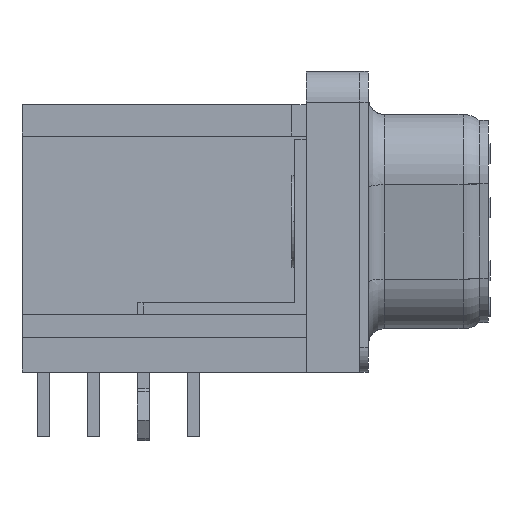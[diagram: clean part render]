
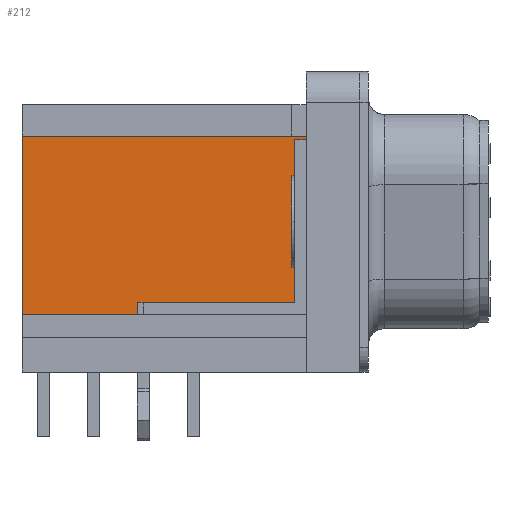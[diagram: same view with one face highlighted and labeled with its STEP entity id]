
A CAD part, left-side view. The second image highlights one B-rep face of the part: STEP entity #212.
In plain terms, the highlighted planar face has unit normal (-1, 0, 0).
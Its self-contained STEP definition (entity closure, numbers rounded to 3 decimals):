
#70=CARTESIAN_POINT('',(-27.47,-9.405,2.92));
#71=VERTEX_POINT('',#70);
#72=CARTESIAN_POINT('',(-27.47,5.055,2.92));
#73=VERTEX_POINT('',#72);
#74=CARTESIAN_POINT('',(-27.47,-9.405,2.92));
#75=DIRECTION('',(0.0,1.0,0.0));
#76=VECTOR('',#75,14.46);
#77=LINE('',#74,#76);
#78=EDGE_CURVE('',#71,#73,#77,.T.);
#110=CARTESIAN_POINT('',(-27.47,5.055,12.));
#111=VERTEX_POINT('',#110);
#112=CARTESIAN_POINT('',(-27.47,-9.405,12.));
#113=VERTEX_POINT('',#112);
#114=CARTESIAN_POINT('',(-27.47,5.055,12.));
#115=DIRECTION('',(0.0,-1.0,0.0));
#116=VECTOR('',#115,14.46);
#117=LINE('',#114,#116);
#118=EDGE_CURVE('',#111,#113,#117,.T.);
#157=CARTESIAN_POINT('',(-27.47,-9.405,2.92));
#158=DIRECTION('',(0.0,0.0,1.0));
#159=VECTOR('',#158,9.08);
#160=LINE('',#157,#159);
#161=EDGE_CURVE('',#71,#113,#160,.T.);
#189=CARTESIAN_POINT('',(-27.47,5.055,2.92));
#190=DIRECTION('',(0.0,0.0,1.0));
#191=VECTOR('',#190,9.08);
#192=LINE('',#189,#191);
#193=EDGE_CURVE('',#73,#111,#192,.T.);
#201=CARTESIAN_POINT('',(-27.47,-2.175,7.46));
#202=DIRECTION('',(1.0,0.0,0.0));
#203=DIRECTION('',(0.0,0.0,-1.0));
#204=AXIS2_PLACEMENT_3D('',#201,#202,#203);
#205=PLANE('',#204);
#206=ORIENTED_EDGE('',*,*,#161,.T.);
#207=ORIENTED_EDGE('',*,*,#118,.F.);
#208=ORIENTED_EDGE('',*,*,#193,.F.);
#209=ORIENTED_EDGE('',*,*,#78,.F.);
#210=EDGE_LOOP('',(#206,#207,#208,#209));
#211=FACE_OUTER_BOUND('',#210,.T.);
#212=ADVANCED_FACE('',(#211),#205,.F.);
